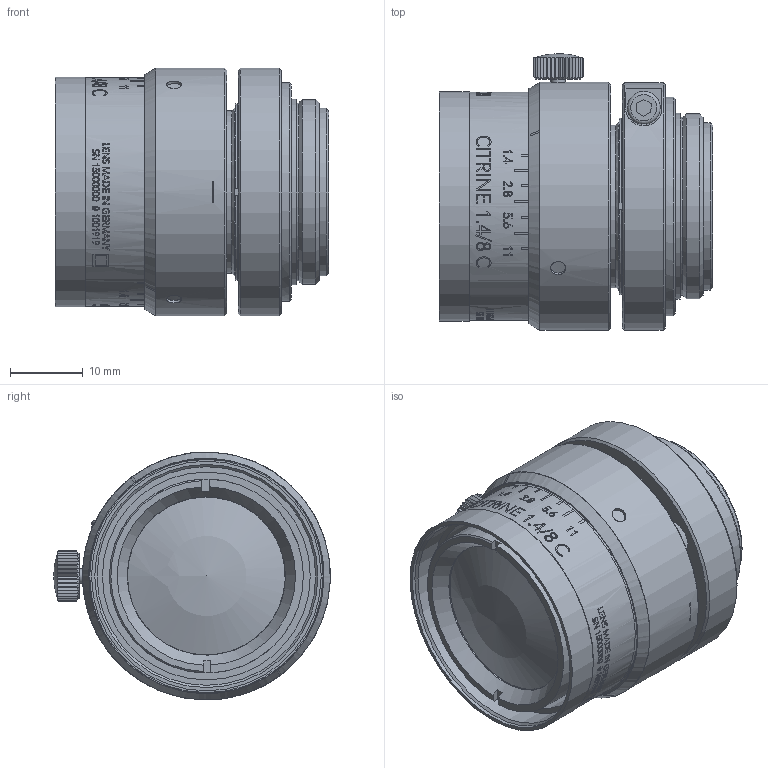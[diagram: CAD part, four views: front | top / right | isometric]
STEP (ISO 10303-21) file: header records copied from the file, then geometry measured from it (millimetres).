
FILE_DESCRIPTION(/* description */ (''),/* implementation_level */ '2;1');
FILE_NAME(/* name */ '1001919_00165378_001.stp',/* time_stamp */ '2021-10-13T11:31:51+02:00',/* author */ (''),/* organization */ (''),/* preprocessor_version */ 'ST-DEVELOPER v16',/* originating_system */ 'SIEMENS PLM Software NX 10.0',/* authorisation */ '');
FILE_SCHEMA (('AP203_CONFIGURATION_CONTROLLED_3D_DESIGN_OF_MECHANICAL_PARTS_AND_ASSEMBLIES_MIM_LF { 1 0 10303 403 2 1 2}'));
Length unit declared in the file: millimetre
Products named in the file (1): Froe4B9CDA0Bwl3u
Bounding box: 37.5 x 37.94 x 34 mm (x, y, z)
Volume: 25218.9 mm3; surface area: 12541.1 mm2
Topology: 1 solids, 10 shells, 552 faces, 1831 edges, 1437 vertices
Faces by surface type: plane 251, cylinder 243, cone 45, torus 9, sphere 4
Full cylindrical faces by diameter (mm): 1 x2, 1.1 x1, 1.7 x3, 1.9 x3, 2 x1, 2.05 x3, 2.5 x1, 2.7 x3, 12.1 x1, 12.795 x1, 13.5 x1, 15.6 x1, 16.647 x1, 16.8 x2, 19.5 x1, 20 x1, 21.7 x1, 22.3 x1, 23 x2, 23.9 x1, 24.4 x1, 24.6 x2, 25.4 x1, 25.507 x2, 25.59 x1, 26.6 x1, 28.5 x1, 30 x2, 30.6 x1, 31.3 x2
Entity records: 22749 total; most frequent: CARTESIAN_POINT 8015, ORIENTED_EDGE 3403, DIRECTION 2307, EDGE_CURVE 1721, VERTEX_POINT 1407, AXIS2_PLACEMENT_3D 930, B_SPLINE_CURVE_WITH_KNOTS 859, EDGE_LOOP 806
